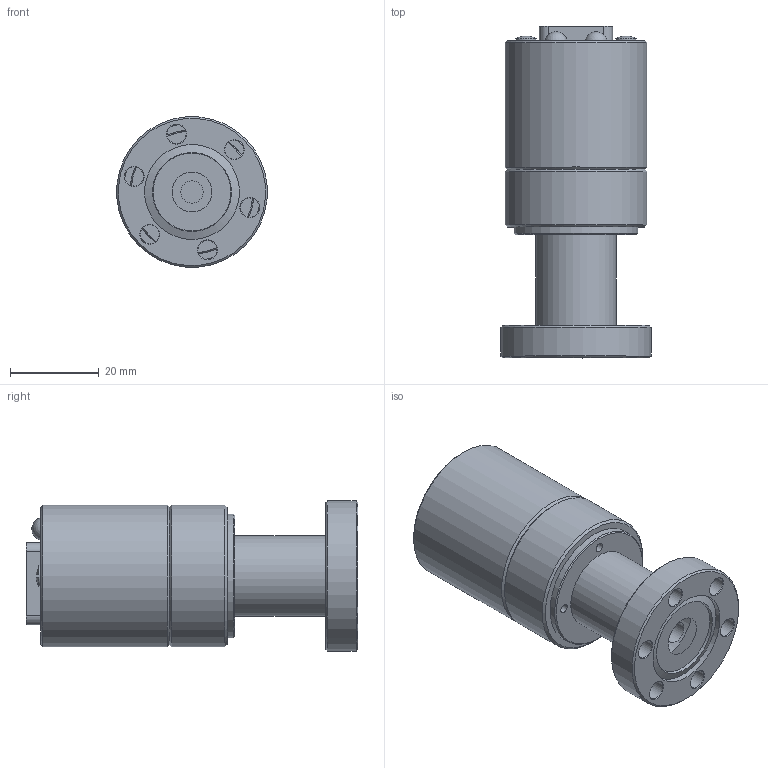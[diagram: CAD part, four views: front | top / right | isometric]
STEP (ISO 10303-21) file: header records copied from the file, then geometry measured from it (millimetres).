
FILE_DESCRIPTION(/* description */ ('STEP AP203'),/* implementation_level */ '2;1');
FILE_NAME(/* name */ 'PTR26780.stp',/* time_stamp */ '2025-10-24T16:16:44+02:00',/* author */ ('DVONKRIEGSTE'),/* organization */ (''),/* preprocessor_version */ 'ST-DEVELOPER v18.1',/* originating_system */ 'Autodesk Inventor 2021',/* authorisation */ '');
FILE_SCHEMA (('AUTOMOTIVE_DESIGN { 1 0 10303 214 3 1 1 }'));
Length unit declared in the file: millimetre
Products named in the file (1): PTR26780
Bounding box: 33.88 x 74.8 x 33.88 mm (x, y, z)
Volume: 22405.7 mm3; surface area: 17175.4 mm2
Topology: 7 solids, 7 shells, 149 faces, 335 edges, 217 vertices
Faces by surface type: plane 69, cylinder 43, cone 31, sphere 6
Full cylindrical faces by diameter (mm): 2.05 x4, 2.5 x3, 2.6 x2, 3 x4, 4.3 x6, 5 x1, 6.5 x1, 10.9 x1, 12.8 x1, 18 x1, 18.2 x1, 21.36 x1, 28 x2, 32 x2, 34 x1
Entity records: 4382 total; most frequent: DIRECTION 764, CARTESIAN_POINT 726, ORIENTED_EDGE 670, EDGE_CURVE 335, AXIS2_PLACEMENT_3D 287, VERTEX_POINT 217, EDGE_LOOP 198, LINE 190
